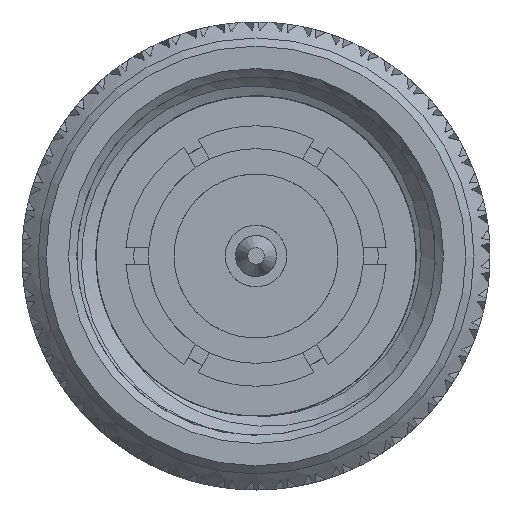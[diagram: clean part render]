
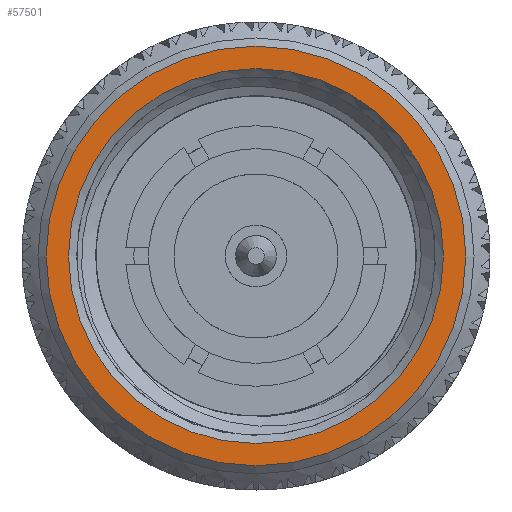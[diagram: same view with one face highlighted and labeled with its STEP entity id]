
A CAD part, left-side view. The second image highlights one B-rep face of the part: STEP entity #57501.
In plain terms, the highlighted planar face has unit normal (-1, 0, 0).
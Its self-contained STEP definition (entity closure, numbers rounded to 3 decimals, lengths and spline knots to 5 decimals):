
#1010 = EDGE_LOOP ( 'NONE', ( #19418 ) ) ;
#3130 = FACE_OUTER_BOUND ( 'NONE', #1010, .T. ) ;
#7648 = EDGE_LOOP ( 'NONE', ( #44391 ) ) ;
#12498 = DIRECTION ( 'NONE',  ( 0., 1., 0. ) ) ;
#19418 = ORIENTED_EDGE ( 'NONE', *, *, #103292, .T. ) ;
#21432 = AXIS2_PLACEMENT_3D ( 'NONE', #85353, #54324, #61011 ) ;
#44391 = ORIENTED_EDGE ( 'NONE', *, *, #67559, .T. ) ;
#44682 = DIRECTION ( 'NONE',  ( -1., 0., 0. ) ) ;
#47541 = DIRECTION ( 'NONE',  ( 1., 0., 0. ) ) ;
#50014 = AXIS2_PLACEMENT_3D ( 'NONE', #55619, #47541, #95082 ) ;
#50406 = VERTEX_POINT ( 'NONE', #57916 ) ;
#54324 = DIRECTION ( 'NONE',  ( 1., 0., 0. ) ) ;
#55619 = CARTESIAN_POINT ( 'NONE',  ( 0., 0.27, 0. ) ) ;
#57501 = ADVANCED_FACE ( 'NONE', ( #90194, #3130 ), #79217, .F. ) ;
#57916 = CARTESIAN_POINT ( 'NONE',  ( 0., 0.256, 0. ) ) ;
#60444 = VERTEX_POINT ( 'NONE', #103439 ) ;
#61011 = DIRECTION ( 'NONE',  ( 0., 1., 0. ) ) ;
#65747 = CIRCLE ( 'NONE', #96290, 0.256 ) ;
#67559 = EDGE_CURVE ( 'NONE', #60444, #60444, #84402, .T. ) ;
#79217 = PLANE ( 'NONE',  #50014 ) ;
#84402 = CIRCLE ( 'NONE', #21432, 0.22875 ) ;
#85353 = CARTESIAN_POINT ( 'NONE',  ( 0., 0., 0. ) ) ;
#90194 = FACE_BOUND ( 'NONE', #7648, .T. ) ;
#92210 = CARTESIAN_POINT ( 'NONE',  ( 0., 0., 0. ) ) ;
#95082 = DIRECTION ( 'NONE',  ( 0., 1., 0. ) ) ;
#96290 = AXIS2_PLACEMENT_3D ( 'NONE', #92210, #44682, #12498 ) ;
#103292 = EDGE_CURVE ( 'NONE', #50406, #50406, #65747, .T. ) ;
#103439 = CARTESIAN_POINT ( 'NONE',  ( 0., 0.22875, 0. ) ) ;
